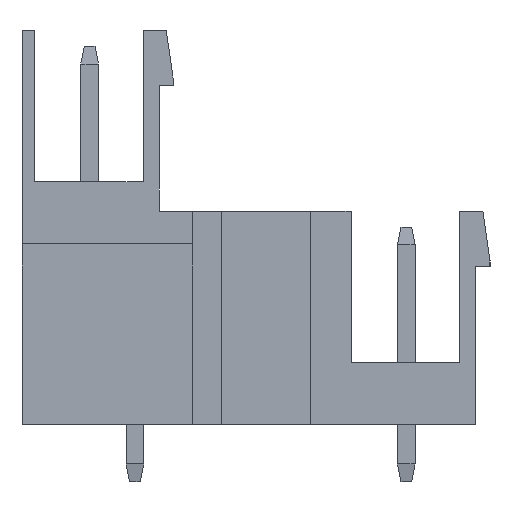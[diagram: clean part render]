
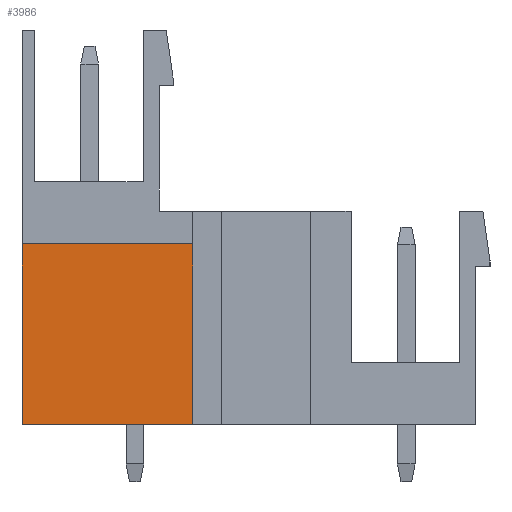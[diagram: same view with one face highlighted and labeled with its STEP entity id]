
A CAD part, left-side view. The second image highlights one B-rep face of the part: STEP entity #3986.
In plain terms, the highlighted planar face has unit normal (-1, 0, 0).
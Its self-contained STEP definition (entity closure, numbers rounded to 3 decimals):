
#3973=AXIS2_PLACEMENT_3D('Plane Axis2P3D',#3970,#3971,#3972) ;
#2537=CARTESIAN_POINT('Vertex',(1.,26.28,3.2)) ;
#2540=CARTESIAN_POINT('Line Origine',(1.,26.28,8.28)) ;
#2544=CARTESIAN_POINT('Vertex',(1.,26.28,13.36)) ;
#2622=CARTESIAN_POINT('Vertex',(1.,16.7,3.2)) ;
#2625=CARTESIAN_POINT('Line Origine',(1.,21.49,3.2)) ;
#3953=CARTESIAN_POINT('Vertex',(1.,16.7,13.36)) ;
#3956=CARTESIAN_POINT('Line Origine',(1.,16.7,8.28)) ;
#3970=CARTESIAN_POINT('Axis2P3D Location',(1.,0.,13.36)) ;
#3975=CARTESIAN_POINT('Line Origine',(1.,21.49,13.36)) ;
#2541=DIRECTION('Vector Direction',(0.,0.,-1.)) ;
#2626=DIRECTION('Vector Direction',(0.,1.,0.)) ;
#3957=DIRECTION('Vector Direction',(0.,0.,1.)) ;
#3971=DIRECTION('Axis2P3D Direction',(1.,-0.,0.)) ;
#3972=DIRECTION('Axis2P3D XDirection',(0.,0.,-1.)) ;
#3976=DIRECTION('Vector Direction',(0.,1.,0.)) ;
#2542=VECTOR('Line Direction',#2541,1.) ;
#2627=VECTOR('Line Direction',#2626,1.) ;
#3958=VECTOR('Line Direction',#3957,1.) ;
#3977=VECTOR('Line Direction',#3976,1.) ;
#3981=ORIENTED_EDGE('',*,*,#3960,.T.) ;
#3982=ORIENTED_EDGE('',*,*,#3979,.T.) ;
#3983=ORIENTED_EDGE('',*,*,#2546,.T.) ;
#3984=ORIENTED_EDGE('',*,*,#2629,.F.) ;
#3986=ADVANCED_FACE('Housing',(#3985),#3974,.F.) ;
#2546=EDGE_CURVE('',#2545,#2538,#2543,.T.) ;
#2629=EDGE_CURVE('',#2623,#2538,#2628,.T.) ;
#3960=EDGE_CURVE('',#2623,#3954,#3959,.T.) ;
#3979=EDGE_CURVE('',#3954,#2545,#3978,.T.) ;
#3980=EDGE_LOOP('',(#3981,#3982,#3983,#3984)) ;
#3985=FACE_OUTER_BOUND('',#3980,.T.) ;
#2543=LINE('Line',#2540,#2542) ;
#2628=LINE('Line',#2625,#2627) ;
#3959=LINE('Line',#3956,#3958) ;
#3978=LINE('Line',#3975,#3977) ;
#3974=PLANE('',#3973) ;
#2538=VERTEX_POINT('',#2537) ;
#2545=VERTEX_POINT('',#2544) ;
#2623=VERTEX_POINT('',#2622) ;
#3954=VERTEX_POINT('',#3953) ;
